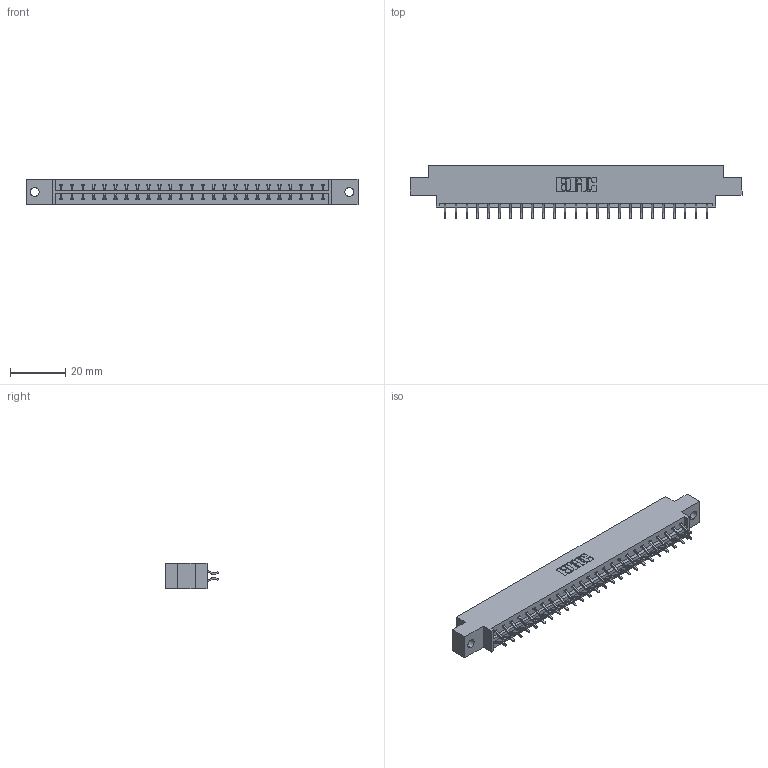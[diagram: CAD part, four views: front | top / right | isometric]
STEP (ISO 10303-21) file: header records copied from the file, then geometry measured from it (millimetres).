
FILE_DESCRIPTION (( 'STEP AP203' ), '1' );
FILE_NAME ('333-050-556-802.STEP', '2018-08-04T01:21:36', ( '' ), ( '' ), 'SwSTEP 2.0', 'SolidWorks 2016', '' );
FILE_SCHEMA (( 'CONFIG_CONTROL_DESIGN' ));
Length unit declared in the file: inch
Products named in the file (3): 345-292-001_556 Tail; 333-050-556-802; 333 Part_Offset - .128 Dia
Assembly tree (51 placements, depth 2):
  333-050-556-802
    333 Part_Offset - .128 Dia
    345-292-001_556 Tail  x50
Bounding box: 120.6 x 19.57 x 9.4 mm (x, y, z)
Volume: 11887.1 mm3; surface area: 13769 mm2
Topology: 51 solids, 51 shells, 3018 faces, 8973 edges, 5914 vertices
Faces by surface type: plane 2074, cylinder 944
Entity records: 18637 total; most frequent: CARTESIAN_POINT 3126, ORIENTED_EDGE 3050, DIRECTION 2689, EDGE_CURVE 1525, VECTOR 1389, LINE 1389, VERTEX_POINT 1014, AXIS2_PLACEMENT_3D 650
